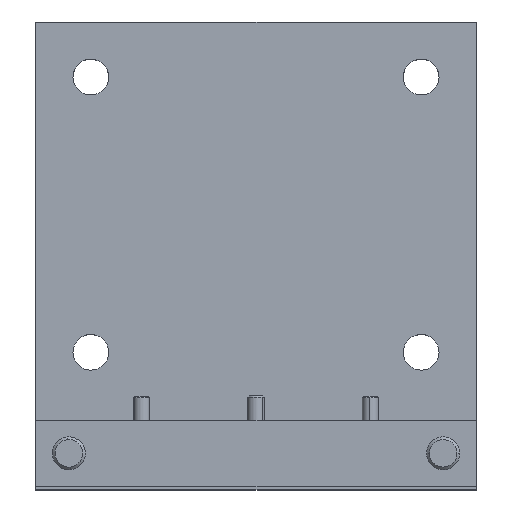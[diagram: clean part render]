
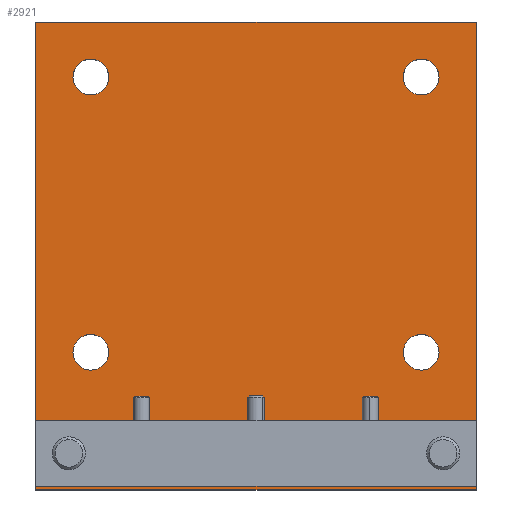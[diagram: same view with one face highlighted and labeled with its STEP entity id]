
A CAD part, top view. The second image highlights one B-rep face of the part: STEP entity #2921.
In plain terms, the highlighted planar face has unit normal (0, 0, 1).
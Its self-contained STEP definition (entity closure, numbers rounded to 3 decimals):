
#200 = LINE ( 'NONE', #1942, #420 ) ;
#268 = VERTEX_POINT ( 'NONE', #9327 ) ;
#277 = AXIS2_PLACEMENT_3D ( 'NONE', #18499, #9933, #1301 ) ;
#353 = VERTEX_POINT ( 'NONE', #11209 ) ;
#420 = VECTOR ( 'NONE', #1631, 1000. ) ;
#429 = CIRCLE ( 'NONE', #12317, 3. ) ;
#616 = EDGE_CURVE ( 'NONE', #9524, #15117, #1585, .T. ) ;
#758 = DIRECTION ( 'NONE',  ( 1., 0., 0. ) ) ;
#817 = DIRECTION ( 'NONE',  ( 0., 0., 1. ) ) ;
#832 = CARTESIAN_POINT ( 'NONE',  ( -33.329, 47.653, 2.685 ) ) ;
#877 = EDGE_CURVE ( 'NONE', #15117, #14894, #200, .T. ) ;
#1117 = VECTOR ( 'NONE', #7656, 1000. ) ;
#1301 = DIRECTION ( 'NONE',  ( -1., 0., 0. ) ) ;
#1337 = CARTESIAN_POINT ( 'NONE',  ( -37.329, 29.153, 2.685 ) ) ;
#1473 = DIRECTION ( 'NONE',  ( 1., 0., 0. ) ) ;
#1498 = DIRECTION ( 'NONE',  ( 0., 0., 1. ) ) ;
#1534 = CARTESIAN_POINT ( 'NONE',  ( -43.329, 107.653, 2.685 ) ) ;
#1559 = CARTESIAN_POINT ( 'NONE',  ( -33.329, 97.653, 2.685 ) ) ;
#1585 = LINE ( 'NONE', #11509, #1117 ) ;
#1587 = EDGE_CURVE ( 'NONE', #11830, #9524, #14824, .T. ) ;
#1612 = CARTESIAN_POINT ( 'NONE',  ( 33.671, 29.153, 2.685 ) ) ;
#1631 = DIRECTION ( 'NONE',  ( 1., 0., 0. ) ) ;
#1673 = DIRECTION ( 'NONE',  ( 0., 1., 0. ) ) ;
#1734 = CARTESIAN_POINT ( 'NONE',  ( 36.671, 107.653, 2.685 ) ) ;
#1735 = CARTESIAN_POINT ( 'NONE',  ( 36.671, 22.653, 2.685 ) ) ;
#1914 = CARTESIAN_POINT ( 'NONE',  ( -37.329, 29.153, 2.685 ) ) ;
#1942 = CARTESIAN_POINT ( 'NONE',  ( -43.329, 22.653, 2.685 ) ) ;
#1979 = DIRECTION ( 'NONE',  ( 1., 0., 0. ) ) ;
#2040 = CIRCLE ( 'NONE', #6338, 3.25 ) ;
#2179 = EDGE_LOOP ( 'NONE', ( #4102, #7834 ) ) ;
#2576 = DIRECTION ( 'NONE',  ( 0., 0., 1. ) ) ;
#2610 = DIRECTION ( 'NONE',  ( 0., 0., 1. ) ) ;
#2642 = CARTESIAN_POINT ( 'NONE',  ( 30.671, 29.153, 2.685 ) ) ;
#2654 = DIRECTION ( 'NONE',  ( -1., 0., 0. ) ) ;
#2814 = DIRECTION ( 'NONE',  ( 1., 0., 0. ) ) ;
#2921 = ADVANCED_FACE ( 'NONE', ( #13051, #11295, #13117, #12859, #13290, #13450, #13676 ), #7537, .T. ) ;
#2952 = VERTEX_POINT ( 'NONE', #9064 ) ;
#3038 = CIRCLE ( 'NONE', #7666, 3. ) ;
#3110 = CARTESIAN_POINT ( 'NONE',  ( -33.329, 97.653, 2.685 ) ) ;
#3138 = ORIENTED_EDGE ( 'NONE', *, *, #5452, .F. ) ;
#3166 = AXIS2_PLACEMENT_3D ( 'NONE', #832, #817, #758 ) ;
#3238 = CARTESIAN_POINT ( 'NONE',  ( 26.671, 47.653, 2.685 ) ) ;
#3399 = VERTEX_POINT ( 'NONE', #11147 ) ;
#3482 = DIRECTION ( 'NONE',  ( 1., 0., 0. ) ) ;
#4102 = ORIENTED_EDGE ( 'NONE', *, *, #11449, .F. ) ;
#4104 = ORIENTED_EDGE ( 'NONE', *, *, #1587, .T. ) ;
#4107 = CARTESIAN_POINT ( 'NONE',  ( 26.671, 47.653, 2.685 ) ) ;
#4234 = ORIENTED_EDGE ( 'NONE', *, *, #4341, .F. ) ;
#4238 = DIRECTION ( 'NONE',  ( 0., 0., 1. ) ) ;
#4341 = EDGE_CURVE ( 'NONE', #268, #5292, #14244, .T. ) ;
#4552 = EDGE_CURVE ( 'NONE', #3399, #10651, #8215, .T. ) ;
#4691 = DIRECTION ( 'NONE',  ( -1., 0., 0. ) ) ;
#4746 = AXIS2_PLACEMENT_3D ( 'NONE', #2642, #2576, #18360 ) ;
#4883 = CARTESIAN_POINT ( 'NONE',  ( 36.671, 107.653, 2.685 ) ) ;
#5292 = VERTEX_POINT ( 'NONE', #17448 ) ;
#5452 = EDGE_CURVE ( 'NONE', #5292, #268, #12342, .T. ) ;
#5574 = ORIENTED_EDGE ( 'NONE', *, *, #10822, .F. ) ;
#5579 = DIRECTION ( 'NONE',  ( -1., 0., 0. ) ) ;
#5780 = VERTEX_POINT ( 'NONE', #10288 ) ;
#5835 = AXIS2_PLACEMENT_3D ( 'NONE', #8818, #10050, #14248 ) ;
#6189 = EDGE_LOOP ( 'NONE', ( #5574, #12362 ) ) ;
#6244 = EDGE_LOOP ( 'NONE', ( #13366, #15327 ) ) ;
#6303 = EDGE_CURVE ( 'NONE', #353, #14635, #8711, .T. ) ;
#6338 = AXIS2_PLACEMENT_3D ( 'NONE', #4107, #14100, #5579 ) ;
#6390 = EDGE_CURVE ( 'NONE', #9268, #5780, #7547, .T. ) ;
#6476 = AXIS2_PLACEMENT_3D ( 'NONE', #12532, #15781, #17239 ) ;
#6518 = EDGE_CURVE ( 'NONE', #14635, #353, #7913, .T. ) ;
#6564 = EDGE_CURVE ( 'NONE', #14894, #11830, #6634, .T. ) ;
#6634 = LINE ( 'NONE', #1734, #6866 ) ;
#6866 = VECTOR ( 'NONE', #1673, 1000. ) ;
#7255 = ORIENTED_EDGE ( 'NONE', *, *, #877, .T. ) ;
#7537 = PLANE ( 'NONE',  #5835 ) ;
#7547 = CIRCLE ( 'NONE', #3166, 3.25 ) ;
#7645 = EDGE_CURVE ( 'NONE', #18346, #8894, #3038, .T. ) ;
#7656 = DIRECTION ( 'NONE',  ( 0., -1., 0. ) ) ;
#7666 = AXIS2_PLACEMENT_3D ( 'NONE', #1914, #10532, #1979 ) ;
#7834 = ORIENTED_EDGE ( 'NONE', *, *, #8090, .F. ) ;
#7913 = CIRCLE ( 'NONE', #13704, 3. ) ;
#8090 = EDGE_CURVE ( 'NONE', #2952, #10465, #2040, .T. ) ;
#8182 = AXIS2_PLACEMENT_3D ( 'NONE', #3110, #17209, #3482 ) ;
#8215 = CIRCLE ( 'NONE', #6476, 3.25 ) ;
#8323 = CARTESIAN_POINT ( 'NONE',  ( 23.421, 97.653, 2.685 ) ) ;
#8584 = CARTESIAN_POINT ( 'NONE',  ( -30.079, 47.653, 2.685 ) ) ;
#8711 = CIRCLE ( 'NONE', #4746, 3. ) ;
#8818 = CARTESIAN_POINT ( 'NONE',  ( -43.329, 22.653, 2.685 ) ) ;
#8894 = VERTEX_POINT ( 'NONE', #9754 ) ;
#9064 = CARTESIAN_POINT ( 'NONE',  ( 29.921, 47.653, 2.685 ) ) ;
#9128 = ORIENTED_EDGE ( 'NONE', *, *, #616, .T. ) ;
#9268 = VERTEX_POINT ( 'NONE', #8584 ) ;
#9327 = CARTESIAN_POINT ( 'NONE',  ( -30.079, 97.653, 2.685 ) ) ;
#9524 = VERTEX_POINT ( 'NONE', #1534 ) ;
#9754 = CARTESIAN_POINT ( 'NONE',  ( -40.329, 29.153, 2.685 ) ) ;
#9933 = DIRECTION ( 'NONE',  ( 0., 0., 1. ) ) ;
#10050 = DIRECTION ( 'NONE',  ( 0., 0., 1. ) ) ;
#10151 = ORIENTED_EDGE ( 'NONE', *, *, #17786, .F. ) ;
#10288 = CARTESIAN_POINT ( 'NONE',  ( -36.579, 47.653, 2.685 ) ) ;
#10465 = VERTEX_POINT ( 'NONE', #10904 ) ;
#10532 = DIRECTION ( 'NONE',  ( 0., 0., 1. ) ) ;
#10651 = VERTEX_POINT ( 'NONE', #8323 ) ;
#10661 = AXIS2_PLACEMENT_3D ( 'NONE', #11208, #2610, #12617 ) ;
#10698 = CARTESIAN_POINT ( 'NONE',  ( -43.329, 22.653, 2.685 ) ) ;
#10822 = EDGE_CURVE ( 'NONE', #8894, #18346, #429, .T. ) ;
#10904 = CARTESIAN_POINT ( 'NONE',  ( 23.421, 47.653, 2.685 ) ) ;
#11147 = CARTESIAN_POINT ( 'NONE',  ( 29.921, 97.653, 2.685 ) ) ;
#11208 = CARTESIAN_POINT ( 'NONE',  ( -33.329, 47.653, 2.685 ) ) ;
#11209 = CARTESIAN_POINT ( 'NONE',  ( 27.671, 29.153, 2.685 ) ) ;
#11265 = CIRCLE ( 'NONE', #17178, 3.25 ) ;
#11295 = FACE_BOUND ( 'NONE', #6189, .T. ) ;
#11405 = DIRECTION ( 'NONE',  ( 0., 0., 1. ) ) ;
#11430 = CARTESIAN_POINT ( 'NONE',  ( 30.671, 29.153, 2.685 ) ) ;
#11449 = EDGE_CURVE ( 'NONE', #10465, #2952, #11265, .T. ) ;
#11471 = ORIENTED_EDGE ( 'NONE', *, *, #6303, .F. ) ;
#11509 = CARTESIAN_POINT ( 'NONE',  ( -43.329, 107.653, 2.685 ) ) ;
#11830 = VERTEX_POINT ( 'NONE', #4883 ) ;
#11909 = CIRCLE ( 'NONE', #277, 3.25 ) ;
#12317 = AXIS2_PLACEMENT_3D ( 'NONE', #1337, #11405, #2814 ) ;
#12342 = CIRCLE ( 'NONE', #8182, 3.25 ) ;
#12362 = ORIENTED_EDGE ( 'NONE', *, *, #7645, .F. ) ;
#12532 = CARTESIAN_POINT ( 'NONE',  ( 26.671, 97.653, 2.685 ) ) ;
#12617 = DIRECTION ( 'NONE',  ( 1., 0., 0. ) ) ;
#12859 = FACE_OUTER_BOUND ( 'NONE', #17844, .T. ) ;
#13051 = FACE_BOUND ( 'NONE', #6244, .T. ) ;
#13117 = FACE_BOUND ( 'NONE', #16236, .T. ) ;
#13233 = DIRECTION ( 'NONE',  ( 0., 0., 1. ) ) ;
#13290 = FACE_BOUND ( 'NONE', #17505, .T. ) ;
#13366 = ORIENTED_EDGE ( 'NONE', *, *, #17345, .F. ) ;
#13450 = FACE_BOUND ( 'NONE', #16866, .T. ) ;
#13676 = FACE_BOUND ( 'NONE', #2179, .T. ) ;
#13704 = AXIS2_PLACEMENT_3D ( 'NONE', #11430, #4238, #2654 ) ;
#14100 = DIRECTION ( 'NONE',  ( 0., 0., 1. ) ) ;
#14244 = CIRCLE ( 'NONE', #17469, 3.25 ) ;
#14248 = DIRECTION ( 'NONE',  ( 1., 0., 0. ) ) ;
#14367 = VECTOR ( 'NONE', #15489, 1000. ) ;
#14390 = ORIENTED_EDGE ( 'NONE', *, *, #6518, .F. ) ;
#14635 = VERTEX_POINT ( 'NONE', #1612 ) ;
#14751 = CARTESIAN_POINT ( 'NONE',  ( -34.329, 29.153, 2.685 ) ) ;
#14824 = LINE ( 'NONE', #15450, #14367 ) ;
#14894 = VERTEX_POINT ( 'NONE', #1735 ) ;
#15117 = VERTEX_POINT ( 'NONE', #10698 ) ;
#15281 = CIRCLE ( 'NONE', #10661, 3.25 ) ;
#15327 = ORIENTED_EDGE ( 'NONE', *, *, #4552, .F. ) ;
#15450 = CARTESIAN_POINT ( 'NONE',  ( 36.671, 107.653, 2.685 ) ) ;
#15489 = DIRECTION ( 'NONE',  ( -1., 0., 0. ) ) ;
#15781 = DIRECTION ( 'NONE',  ( 0., 0., 1. ) ) ;
#16236 = EDGE_LOOP ( 'NONE', ( #3138, #4234 ) ) ;
#16458 = ORIENTED_EDGE ( 'NONE', *, *, #6564, .T. ) ;
#16866 = EDGE_LOOP ( 'NONE', ( #11471, #14390 ) ) ;
#17178 = AXIS2_PLACEMENT_3D ( 'NONE', #3238, #13233, #4691 ) ;
#17209 = DIRECTION ( 'NONE',  ( 0., 0., 1. ) ) ;
#17239 = DIRECTION ( 'NONE',  ( -1., 0., 0. ) ) ;
#17345 = EDGE_CURVE ( 'NONE', #10651, #3399, #11909, .T. ) ;
#17448 = CARTESIAN_POINT ( 'NONE',  ( -36.579, 97.653, 2.685 ) ) ;
#17469 = AXIS2_PLACEMENT_3D ( 'NONE', #1559, #1498, #1473 ) ;
#17505 = EDGE_LOOP ( 'NONE', ( #10151, #18494 ) ) ;
#17786 = EDGE_CURVE ( 'NONE', #5780, #9268, #15281, .T. ) ;
#17844 = EDGE_LOOP ( 'NONE', ( #9128, #7255, #16458, #4104 ) ) ;
#18346 = VERTEX_POINT ( 'NONE', #14751 ) ;
#18360 = DIRECTION ( 'NONE',  ( -1., 0., 0. ) ) ;
#18494 = ORIENTED_EDGE ( 'NONE', *, *, #6390, .F. ) ;
#18499 = CARTESIAN_POINT ( 'NONE',  ( 26.671, 97.653, 2.685 ) ) ;
